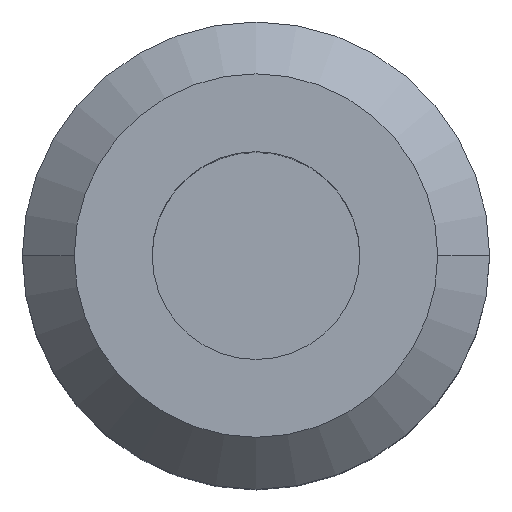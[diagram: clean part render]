
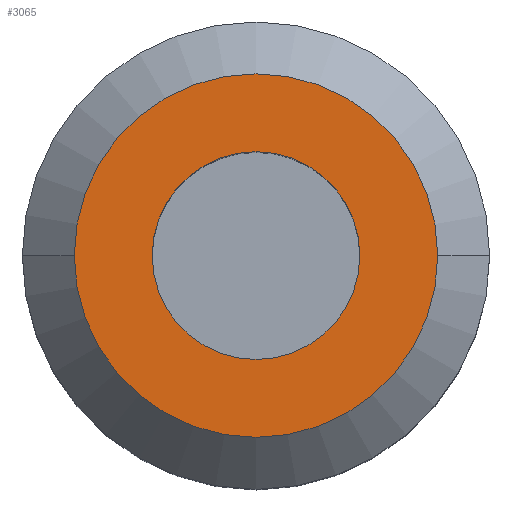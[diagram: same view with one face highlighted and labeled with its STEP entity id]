
A CAD part, top view. The second image highlights one B-rep face of the part: STEP entity #3065.
In plain terms, the highlighted planar face has unit normal (0, 0, 1).
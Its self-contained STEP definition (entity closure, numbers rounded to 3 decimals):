
#55 = CIRCLE ( 'NONE', #4519, 16. ) ;
#91 = ORIENTED_EDGE ( 'NONE', *, *, #3489, .F. ) ;
#95 = VERTEX_POINT ( 'NONE', #2786 ) ;
#397 = CARTESIAN_POINT ( 'NONE',  ( 28., 0., 90. ) ) ;
#450 = ORIENTED_EDGE ( 'NONE', *, *, #4438, .T. ) ;
#798 = DIRECTION ( 'NONE',  ( 0., 0., -1. ) ) ;
#901 = DIRECTION ( 'NONE',  ( 0., 0., 1. ) ) ;
#982 = ORIENTED_EDGE ( 'NONE', *, *, #4701, .T. ) ;
#1008 = EDGE_LOOP ( 'NONE', ( #982, #450 ) ) ;
#1082 = CARTESIAN_POINT ( 'NONE',  ( -28., 0., 90. ) ) ;
#1121 = AXIS2_PLACEMENT_3D ( 'NONE', #3985, #1809, #3233 ) ;
#1510 = AXIS2_PLACEMENT_3D ( 'NONE', #1665, #4620, #3518 ) ;
#1665 = CARTESIAN_POINT ( 'NONE',  ( 0., 0., 90. ) ) ;
#1674 = CIRCLE ( 'NONE', #3187, 16. ) ;
#1683 = DIRECTION ( 'NONE',  ( -1., 0., 0. ) ) ;
#1754 = EDGE_CURVE ( 'NONE', #4513, #3726, #3150, .T. ) ;
#1809 = DIRECTION ( 'NONE',  ( 0., 0., -1. ) ) ;
#2412 = DIRECTION ( 'NONE',  ( 0., 0., -1. ) ) ;
#2643 = CARTESIAN_POINT ( 'NONE',  ( 0., 0., 90. ) ) ;
#2741 = DIRECTION ( 'NONE',  ( 1., 0., 0. ) ) ;
#2756 = CARTESIAN_POINT ( 'NONE',  ( 0., 0., 90. ) ) ;
#2786 = CARTESIAN_POINT ( 'NONE',  ( -16., 0., 90. ) ) ;
#3065 = ADVANCED_FACE ( 'NONE', ( #4642, #4293 ), #3809, .T. ) ;
#3099 = VERTEX_POINT ( 'NONE', #4611 ) ;
#3150 = CIRCLE ( 'NONE', #1510, 28. ) ;
#3187 = AXIS2_PLACEMENT_3D ( 'NONE', #2643, #798, #4136 ) ;
#3233 = DIRECTION ( 'NONE',  ( -1., 0., 0. ) ) ;
#3270 = AXIS2_PLACEMENT_3D ( 'NONE', #2756, #901, #2741 ) ;
#3489 = EDGE_CURVE ( 'NONE', #3726, #4513, #3530, .T. ) ;
#3518 = DIRECTION ( 'NONE',  ( -1., 0., 0. ) ) ;
#3530 = CIRCLE ( 'NONE', #1121, 28. ) ;
#3555 = CARTESIAN_POINT ( 'NONE',  ( 0., 0., 90. ) ) ;
#3726 = VERTEX_POINT ( 'NONE', #397 ) ;
#3773 = EDGE_LOOP ( 'NONE', ( #4206, #91 ) ) ;
#3809 = PLANE ( 'NONE',  #3270 ) ;
#3985 = CARTESIAN_POINT ( 'NONE',  ( 0., 0., 90. ) ) ;
#4136 = DIRECTION ( 'NONE',  ( -1., 0., 0. ) ) ;
#4206 = ORIENTED_EDGE ( 'NONE', *, *, #1754, .F. ) ;
#4293 = FACE_OUTER_BOUND ( 'NONE', #3773, .T. ) ;
#4438 = EDGE_CURVE ( 'NONE', #3099, #95, #55, .T. ) ;
#4513 = VERTEX_POINT ( 'NONE', #1082 ) ;
#4519 = AXIS2_PLACEMENT_3D ( 'NONE', #3555, #2412, #1683 ) ;
#4611 = CARTESIAN_POINT ( 'NONE',  ( 16., 0., 90. ) ) ;
#4620 = DIRECTION ( 'NONE',  ( 0., 0., -1. ) ) ;
#4642 = FACE_BOUND ( 'NONE', #1008, .T. ) ;
#4701 = EDGE_CURVE ( 'NONE', #95, #3099, #1674, .T. ) ;
